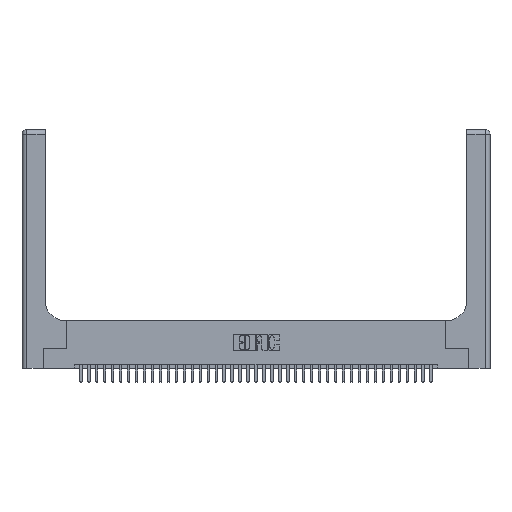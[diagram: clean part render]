
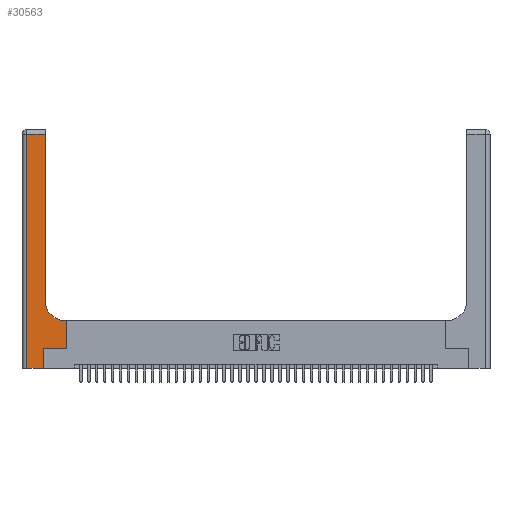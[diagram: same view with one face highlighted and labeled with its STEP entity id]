
A CAD part, top view. The second image highlights one B-rep face of the part: STEP entity #30563.
In plain terms, the highlighted planar face has unit normal (0, 0, 1).
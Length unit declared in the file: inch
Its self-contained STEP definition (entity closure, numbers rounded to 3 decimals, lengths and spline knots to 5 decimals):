
#118 = DIRECTION ( 'NONE',  ( 0., 0., -1. ) ) ;
#823 = ORIENTED_EDGE ( 'NONE', *, *, #27695, .T. ) ;
#1167 = LINE ( 'NONE', #26655, #33231 ) ;
#2438 = LINE ( 'NONE', #13969, #17996 ) ;
#2552 = DIRECTION ( 'NONE',  ( -1., 0., 0. ) ) ;
#2863 = ORIENTED_EDGE ( 'NONE', *, *, #12735, .T. ) ;
#3231 = FACE_OUTER_BOUND ( 'NONE', #13849, .T. ) ;
#5430 = EDGE_CURVE ( 'NONE', #21187, #32384, #24595, .T. ) ;
#5672 = CARTESIAN_POINT ( 'NONE',  ( 0., 2.94, 0.37 ) ) ;
#6969 = EDGE_CURVE ( 'NONE', #26449, #31508, #8912, .T. ) ;
#6979 = EDGE_CURVE ( 'NONE', #31508, #32877, #16184, .T. ) ;
#7740 = DIRECTION ( 'NONE',  ( 1., 0., 0. ) ) ;
#7940 = VECTOR ( 'NONE', #14918, 39.37008 ) ;
#8692 = AXIS2_PLACEMENT_3D ( 'NONE', #33797, #15237, #36893 ) ;
#8770 = EDGE_CURVE ( 'NONE', #31895, #21187, #2438, .T. ) ;
#8912 = LINE ( 'NONE', #36567, #7940 ) ;
#9002 = PLANE ( 'NONE',  #8692 ) ;
#9386 = ORIENTED_EDGE ( 'NONE', *, *, #6979, .T. ) ;
#10063 = CARTESIAN_POINT ( 'NONE',  ( 0.06, 3., 0.37 ) ) ;
#10203 = DIRECTION ( 'NONE',  ( 0., -1., 0. ) ) ;
#10440 = EDGE_CURVE ( 'NONE', #32877, #31895, #32875, .T. ) ;
#10893 = VECTOR ( 'NONE', #39558, 39.37008 ) ;
#12099 = ORIENTED_EDGE ( 'NONE', *, *, #8770, .T. ) ;
#12735 = EDGE_CURVE ( 'NONE', #34964, #13729, #1167, .T. ) ;
#13528 = VECTOR ( 'NONE', #22244, 39.37008 ) ;
#13729 = VERTEX_POINT ( 'NONE', #37668 ) ;
#13849 = EDGE_LOOP ( 'NONE', ( #38027, #9386, #39729, #12099, #23852, #22627, #31774, #2863, #823 ) ) ;
#13969 = CARTESIAN_POINT ( 'NONE',  ( 0., 0., 0.37 ) ) ;
#14761 = CARTESIAN_POINT ( 'NONE',  ( 0.269, 0., 0.37 ) ) ;
#14918 = DIRECTION ( 'NONE',  ( 0., 1., 0. ) ) ;
#15237 = DIRECTION ( 'NONE',  ( 0., 0., -1. ) ) ;
#15303 = CARTESIAN_POINT ( 'NONE',  ( 0.06, 2.94, 0.37 ) ) ;
#16184 = LINE ( 'NONE', #5672, #31699 ) ;
#16727 = CARTESIAN_POINT ( 'NONE',  ( 0.269, 0., 0.37 ) ) ;
#17296 = VECTOR ( 'NONE', #21027, 39.37008 ) ;
#17455 = CARTESIAN_POINT ( 'NONE',  ( 0.5585, 0.6, 0.37 ) ) ;
#17994 = CIRCLE ( 'NONE', #40028, 0.25 ) ;
#17996 = VECTOR ( 'NONE', #7740, 39.37008 ) ;
#18771 = CARTESIAN_POINT ( 'NONE',  ( 0.5415, 0.85, 0.37 ) ) ;
#20990 = CARTESIAN_POINT ( 'NONE',  ( 0.5585, 0.25, 0.37 ) ) ;
#21027 = DIRECTION ( 'NONE',  ( 0., 1., 0. ) ) ;
#21187 = VERTEX_POINT ( 'NONE', #16727 ) ;
#21722 = CARTESIAN_POINT ( 'NONE',  ( 0.2915, 0.85, 0.37 ) ) ;
#21902 = DIRECTION ( 'NONE',  ( 1., 0., 0. ) ) ;
#22244 = DIRECTION ( 'NONE',  ( 1., 0., 0. ) ) ;
#22627 = ORIENTED_EDGE ( 'NONE', *, *, #28489, .T. ) ;
#23852 = ORIENTED_EDGE ( 'NONE', *, *, #5430, .T. ) ;
#24595 = LINE ( 'NONE', #14761, #17296 ) ;
#24658 = VECTOR ( 'NONE', #10203, 39.37008 ) ;
#24980 = CARTESIAN_POINT ( 'NONE',  ( 0.269, 0.25, 0.37 ) ) ;
#26449 = VERTEX_POINT ( 'NONE', #21722 ) ;
#26655 = CARTESIAN_POINT ( 'NONE',  ( 0.2915, 0.6, 0.37 ) ) ;
#27695 = EDGE_CURVE ( 'NONE', #13729, #26449, #17994, .T. ) ;
#28489 = EDGE_CURVE ( 'NONE', #32384, #40186, #30034, .T. ) ;
#30034 = LINE ( 'NONE', #37652, #13528 ) ;
#30563 = ADVANCED_FACE ( 'NONE', ( #3231 ), #9002, .F. ) ;
#31267 = CARTESIAN_POINT ( 'NONE',  ( 0.06, 0., 0.37 ) ) ;
#31508 = VERTEX_POINT ( 'NONE', #38754 ) ;
#31699 = VECTOR ( 'NONE', #2552, 39.37008 ) ;
#31701 = EDGE_CURVE ( 'NONE', #40186, #34964, #35622, .T. ) ;
#31774 = ORIENTED_EDGE ( 'NONE', *, *, #31701, .T. ) ;
#31895 = VERTEX_POINT ( 'NONE', #31267 ) ;
#32384 = VERTEX_POINT ( 'NONE', #24980 ) ;
#32872 = DIRECTION ( 'NONE',  ( -1., 0., 0. ) ) ;
#32875 = LINE ( 'NONE', #10063, #24658 ) ;
#32877 = VERTEX_POINT ( 'NONE', #15303 ) ;
#33231 = VECTOR ( 'NONE', #32872, 39.37008 ) ;
#33317 = CARTESIAN_POINT ( 'NONE',  ( 0.5585, 0.25, 0.37 ) ) ;
#33797 = CARTESIAN_POINT ( 'NONE',  ( 0., 3., 0.37 ) ) ;
#34964 = VERTEX_POINT ( 'NONE', #17455 ) ;
#35622 = LINE ( 'NONE', #33317, #10893 ) ;
#36567 = CARTESIAN_POINT ( 'NONE',  ( 0.2915, 3., 0.37 ) ) ;
#36893 = DIRECTION ( 'NONE',  ( -1., 0., 0. ) ) ;
#37652 = CARTESIAN_POINT ( 'NONE',  ( 0.269, 0.25, 0.37 ) ) ;
#37668 = CARTESIAN_POINT ( 'NONE',  ( 0.5415, 0.6, 0.37 ) ) ;
#38027 = ORIENTED_EDGE ( 'NONE', *, *, #6969, .T. ) ;
#38754 = CARTESIAN_POINT ( 'NONE',  ( 0.2915, 2.94, 0.37 ) ) ;
#39558 = DIRECTION ( 'NONE',  ( 0., 1., 0. ) ) ;
#39729 = ORIENTED_EDGE ( 'NONE', *, *, #10440, .T. ) ;
#40028 = AXIS2_PLACEMENT_3D ( 'NONE', #18771, #118, #21902 ) ;
#40186 = VERTEX_POINT ( 'NONE', #20990 ) ;
